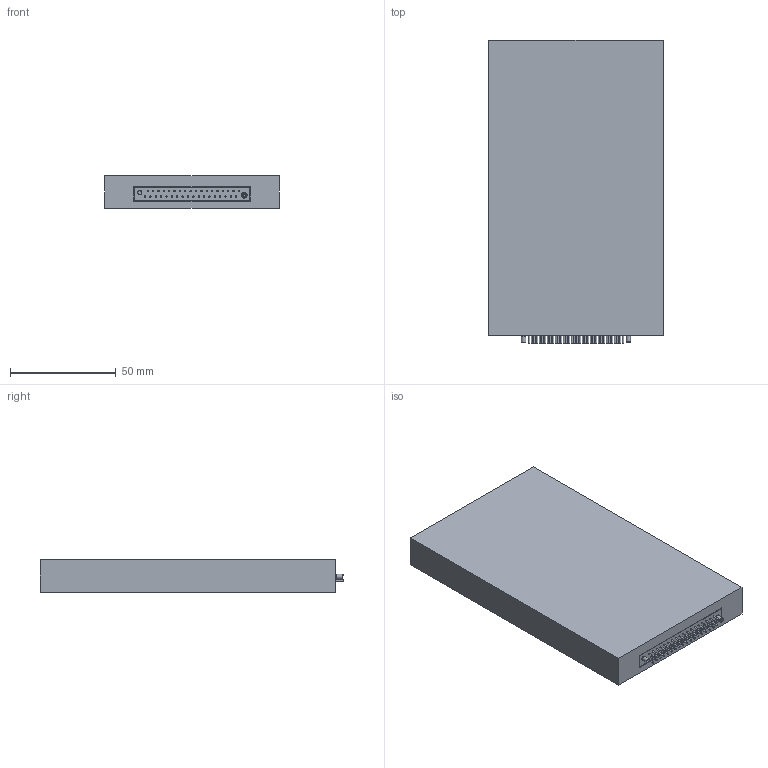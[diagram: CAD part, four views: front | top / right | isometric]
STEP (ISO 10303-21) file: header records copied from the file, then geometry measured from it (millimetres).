
FILE_DESCRIPTION(/* description */ ('Unknown'),/* implementation_level */ '2;1');
FILE_NAME(/* name */ 'M8453001',/* time_stamp */ '2020-04-09T16:03:24-04:00',/* author */ ('Unknown'),/* organization */ ('Unknown'),/* preprocessor_version */ 'ST-DEVELOPER v16.7',/* originating_system */ 'DEX',/* authorisation */ $);
FILE_SCHEMA (('CONFIG_CONTROL_DESIGN'));
Length unit declared in the file: millimetre
Products named in the file (3): M8453001; MAIN BODY; WTB36P90
Assembly tree (2 placements, depth 2):
  M8453001
    MAIN BODY
    WTB36P90
Bounding box: 82.55 x 143.6 x 15.5 mm (x, y, z)
Volume: 179203.2 mm3; surface area: 33516.6 mm2
Topology: 2 solids, 2 shells, 114 faces, 237 edges, 170 vertices
Faces by surface type: plane 59, cylinder 48, cone 6, torus 1
Full cylindrical faces by diameter (mm): 0.635 x36, 1.883 x1, 2.083 x4, 2.647 x6, 2.683 x1
Entity records: 3279 total; most frequent: DIRECTION 464, CARTESIAN_POINT 377, ORIENTED_EDGE 266, FACE_BOUND 218, AXIS2_PLACEMENT_3D 214, EDGE_LOOP 212, EDGE_CURVE 133, VERTEX_POINT 127
